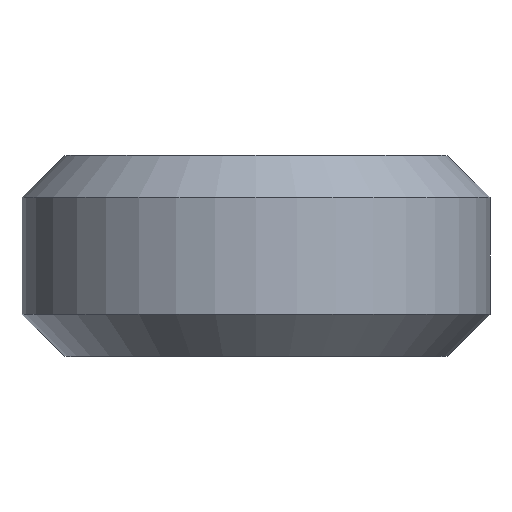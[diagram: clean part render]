
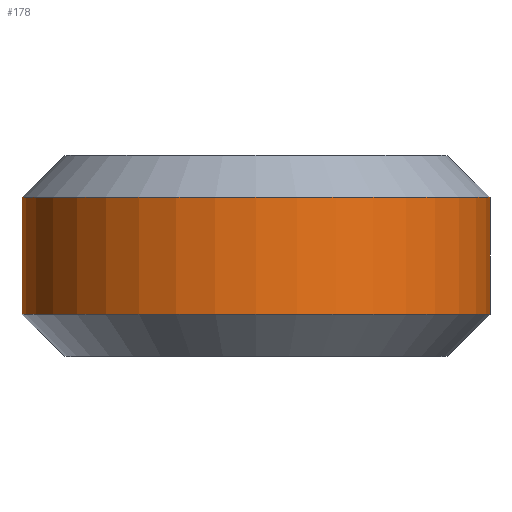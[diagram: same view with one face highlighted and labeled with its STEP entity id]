
A CAD part, top view. The second image highlights one B-rep face of the part: STEP entity #178.
In plain terms, the highlighted cylindrical face has radius 12 mm (diameter 24 mm), a partial arc.
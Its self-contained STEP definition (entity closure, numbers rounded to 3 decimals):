
#2 = CARTESIAN_POINT ( 'NONE',  ( -12., 3., 0. ) ) ;
#12 = DIRECTION ( 'NONE',  ( 0., -1., 0. ) ) ;
#21 = CARTESIAN_POINT ( 'NONE',  ( -12., 0., 0. ) ) ;
#50 = CARTESIAN_POINT ( 'NONE',  ( -12., -3., 0. ) ) ;
#66 = CIRCLE ( 'NONE', #185, 12. ) ;
#79 = VECTOR ( 'NONE', #12, 1000. ) ;
#89 = VECTOR ( 'NONE', #177, 1000. ) ;
#115 = EDGE_CURVE ( 'NONE', #273, #167, #356, .T. ) ;
#122 = FACE_OUTER_BOUND ( 'NONE', #429, .T. ) ;
#125 = CYLINDRICAL_SURFACE ( 'NONE', #470, 12. ) ;
#156 = ORIENTED_EDGE ( 'NONE', *, *, #115, .T. ) ;
#157 = EDGE_CURVE ( 'NONE', #322, #333, #265, .T. ) ;
#164 = DIRECTION ( 'NONE',  ( 0., -1., 0. ) ) ;
#167 = VERTEX_POINT ( 'NONE', #50 ) ;
#168 = DIRECTION ( 'NONE',  ( 0., -1., 0. ) ) ;
#177 = DIRECTION ( 'NONE',  ( 0., -1., 0. ) ) ;
#178 = ADVANCED_FACE ( 'NONE', ( #122 ), #125, .T. ) ;
#185 = AXIS2_PLACEMENT_3D ( 'NONE', #225, #377, #192 ) ;
#192 = DIRECTION ( 'NONE',  ( 1., 0., 0. ) ) ;
#199 = CARTESIAN_POINT ( 'NONE',  ( 0., -3., 0. ) ) ;
#212 = ORIENTED_EDGE ( 'NONE', *, *, #287, .T. ) ;
#225 = CARTESIAN_POINT ( 'NONE',  ( 0., 3., 0. ) ) ;
#232 = DIRECTION ( 'NONE',  ( 1., 0., 0. ) ) ;
#239 = ORIENTED_EDGE ( 'NONE', *, *, #157, .F. ) ;
#241 = EDGE_CURVE ( 'NONE', #333, #167, #346, .T. ) ;
#265 = LINE ( 'NONE', #291, #79 ) ;
#273 = VERTEX_POINT ( 'NONE', #2 ) ;
#287 = EDGE_CURVE ( 'NONE', #322, #273, #66, .T. ) ;
#291 = CARTESIAN_POINT ( 'NONE',  ( 12., 0., 0. ) ) ;
#306 = DIRECTION ( 'NONE',  ( 1., 0., 0. ) ) ;
#322 = VERTEX_POINT ( 'NONE', #460 ) ;
#333 = VERTEX_POINT ( 'NONE', #425 ) ;
#346 = CIRCLE ( 'NONE', #395, 12. ) ;
#356 = LINE ( 'NONE', #21, #89 ) ;
#377 = DIRECTION ( 'NONE',  ( 0., -1., 0. ) ) ;
#395 = AXIS2_PLACEMENT_3D ( 'NONE', #199, #168, #306 ) ;
#414 = CARTESIAN_POINT ( 'NONE',  ( 0., 0., 0. ) ) ;
#421 = ORIENTED_EDGE ( 'NONE', *, *, #241, .F. ) ;
#425 = CARTESIAN_POINT ( 'NONE',  ( 12., -3., 0. ) ) ;
#429 = EDGE_LOOP ( 'NONE', ( #212, #156, #421, #239 ) ) ;
#460 = CARTESIAN_POINT ( 'NONE',  ( 12., 3., 0. ) ) ;
#470 = AXIS2_PLACEMENT_3D ( 'NONE', #414, #164, #232 ) ;
